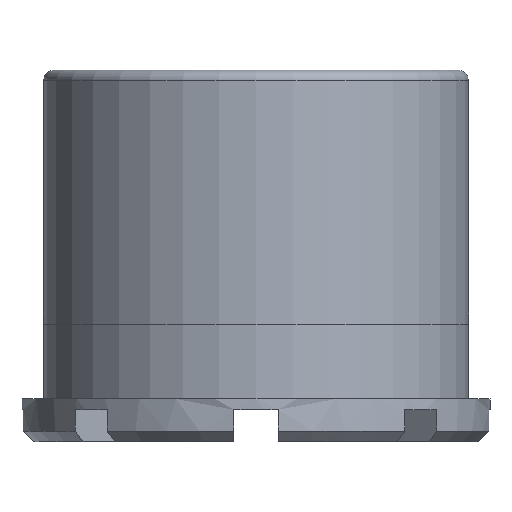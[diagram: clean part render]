
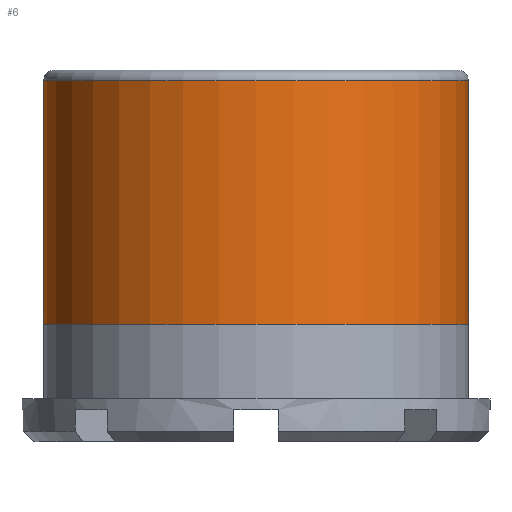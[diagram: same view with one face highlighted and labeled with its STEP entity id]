
A CAD part, front view. The second image highlights one B-rep face of the part: STEP entity #6.
In plain terms, the highlighted cylindrical face has radius 19.85 mm (diameter 39.7 mm), a partial arc.
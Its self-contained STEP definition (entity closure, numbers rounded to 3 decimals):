
#6 = ADVANCED_FACE ( 'NONE', ( #592 ), #1419, .T. ) ;
#36 = CARTESIAN_POINT ( 'NONE',  ( 19.85, 0., 11. ) ) ;
#64 = VERTEX_POINT ( 'NONE', #233 ) ;
#94 = ORIENTED_EDGE ( 'NONE', *, *, #1544, .F. ) ;
#136 = LINE ( 'NONE', #1121, #900 ) ;
#159 = CARTESIAN_POINT ( 'NONE',  ( -19.85, 0., 34.988 ) ) ;
#170 = DIRECTION ( 'NONE',  ( 0., 0., 1. ) ) ;
#206 = EDGE_CURVE ( 'NONE', #1679, #248, #1108, .T. ) ;
#233 = CARTESIAN_POINT ( 'NONE',  ( -19.85, 0., 11. ) ) ;
#248 = VERTEX_POINT ( 'NONE', #1197 ) ;
#298 = CARTESIAN_POINT ( 'NONE',  ( 0., 0., 34.988 ) ) ;
#302 = DIRECTION ( 'NONE',  ( 1., 0., 0. ) ) ;
#335 = ORIENTED_EDGE ( 'NONE', *, *, #648, .T. ) ;
#343 = DIRECTION ( 'NONE',  ( -1., 0., 0. ) ) ;
#465 = ORIENTED_EDGE ( 'NONE', *, *, #1585, .T. ) ;
#592 = FACE_OUTER_BOUND ( 'NONE', #1783, .T. ) ;
#648 = EDGE_CURVE ( 'NONE', #1163, #1679, #136, .T. ) ;
#738 = DIRECTION ( 'NONE',  ( 1., 0., 0. ) ) ;
#741 = ORIENTED_EDGE ( 'NONE', *, *, #206, .T. ) ;
#900 = VECTOR ( 'NONE', #1554, 1000. ) ;
#1084 = AXIS2_PLACEMENT_3D ( 'NONE', #1593, #1736, #343 ) ;
#1104 = CIRCLE ( 'NONE', #1672, 19.85 ) ;
#1108 = CIRCLE ( 'NONE', #1084, 19.85 ) ;
#1121 = CARTESIAN_POINT ( 'NONE',  ( 19.85, 0., 34.988 ) ) ;
#1135 = CARTESIAN_POINT ( 'NONE',  ( 0., 0., 11. ) ) ;
#1163 = VERTEX_POINT ( 'NONE', #36 ) ;
#1197 = CARTESIAN_POINT ( 'NONE',  ( -19.85, 0., 33.7 ) ) ;
#1204 = VECTOR ( 'NONE', #1437, 1000. ) ;
#1294 = CARTESIAN_POINT ( 'NONE',  ( 19.85, 0., 33.7 ) ) ;
#1419 = CYLINDRICAL_SURFACE ( 'NONE', #1519, 19.85 ) ;
#1437 = DIRECTION ( 'NONE',  ( 0., 0., 1. ) ) ;
#1447 = LINE ( 'NONE', #159, #1204 ) ;
#1519 = AXIS2_PLACEMENT_3D ( 'NONE', #298, #170, #738 ) ;
#1544 = EDGE_CURVE ( 'NONE', #64, #248, #1447, .T. ) ;
#1554 = DIRECTION ( 'NONE',  ( 0., 0., 1. ) ) ;
#1556 = DIRECTION ( 'NONE',  ( 0., 0., 1. ) ) ;
#1585 = EDGE_CURVE ( 'NONE', #64, #1163, #1104, .T. ) ;
#1593 = CARTESIAN_POINT ( 'NONE',  ( 0., 0., 33.7 ) ) ;
#1672 = AXIS2_PLACEMENT_3D ( 'NONE', #1135, #1556, #302 ) ;
#1679 = VERTEX_POINT ( 'NONE', #1294 ) ;
#1736 = DIRECTION ( 'NONE',  ( 0., 0., -1. ) ) ;
#1783 = EDGE_LOOP ( 'NONE', ( #94, #465, #335, #741 ) ) ;
